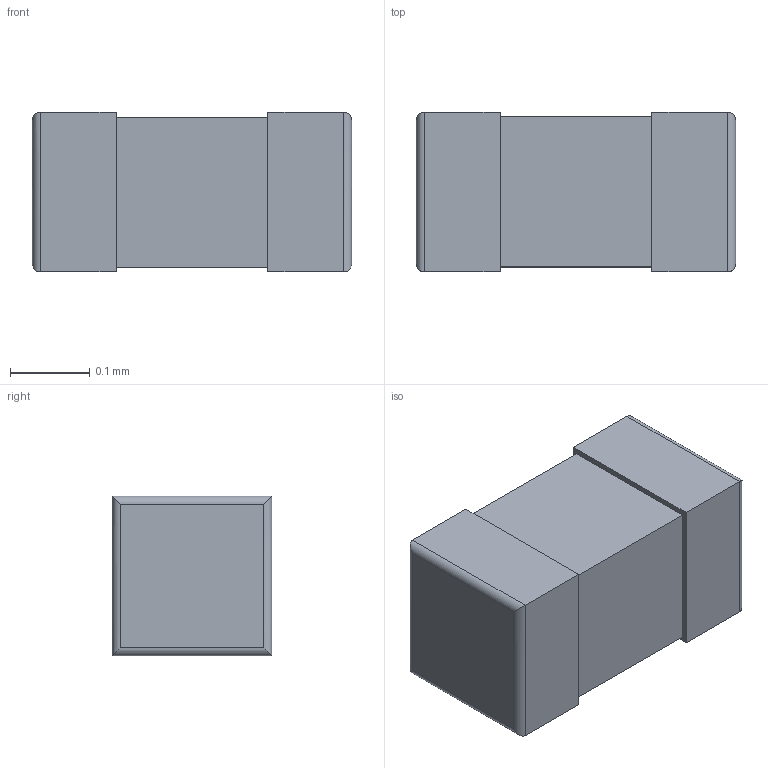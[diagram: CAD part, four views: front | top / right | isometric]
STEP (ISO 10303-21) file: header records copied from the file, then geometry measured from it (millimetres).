
FILE_DESCRIPTION (( 'STEP AP214' ), '1' );
FILE_NAME ('GRM022R61C104ME05L.step', '2024-03-19T11:09:24', ( '' ), ( '' ), 'SwSTEP 2.0', 'SolidWorks 2024', '' );
FILE_SCHEMA (( 'AUTOMOTIVE_DESIGN' ));
Length unit declared in the file: millimetre
Products named in the file (4): GRM022R61C104ME05L; GRM022R61C104ME05L_1; GRM022R61C104ME05L_3; GRM022R61C104ME05L_2
Assembly tree (3 placements, depth 2):
  GRM022R61C104ME05L
    GRM022R61C104ME05L_1
    GRM022R61C104ME05L_2
    GRM022R61C104ME05L_3
Bounding box: 0.4 x 0.2 x 0.2 mm (x, y, z)
Volume: 0 mm3; surface area: 0.5 mm2
Topology: 3 solids, 3 shells, 26 faces, 52 edges, 32 vertices
Faces by surface type: plane 18, cylinder 8
Entity records: 773 total; most frequent: CARTESIAN_POINT 140, DIRECTION 108, ORIENTED_EDGE 104, EDGE_CURVE 52, VECTOR 44, LINE 44, VERTEX_POINT 32, AXIS2_PLACEMENT_3D 32
